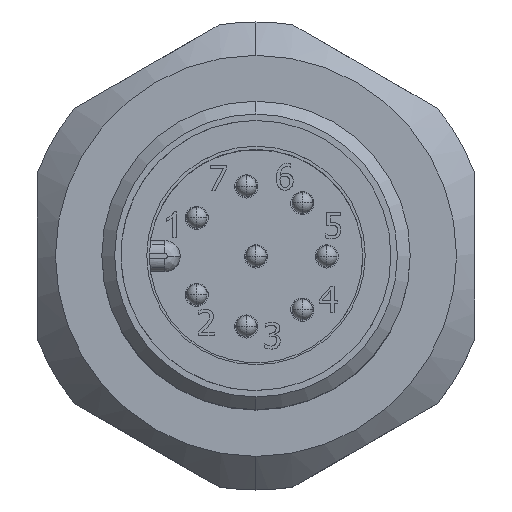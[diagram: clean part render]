
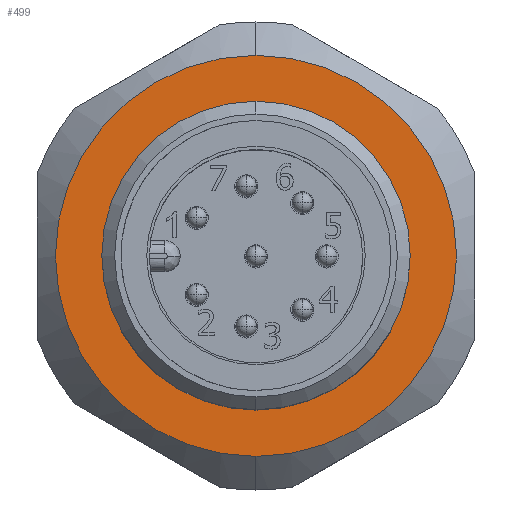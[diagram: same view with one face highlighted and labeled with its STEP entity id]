
A CAD part, top view. The second image highlights one B-rep face of the part: STEP entity #499.
In plain terms, the highlighted planar face has unit normal (0, 0, 1).
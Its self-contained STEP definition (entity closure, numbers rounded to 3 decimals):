
#34=AXIS2_PLACEMENT_3D('Plane Axis2P3D',#31,#32,#33) ;
#119=AXIS2_PLACEMENT_3D('Circle Axis2P3D',#117,#118,$) ;
#141=AXIS2_PLACEMENT_3D('Circle Axis2P3D',#139,#140,$) ;
#463=AXIS2_PLACEMENT_3D('Circle Axis2P3D',#461,#462,$) ;
#472=AXIS2_PLACEMENT_3D('Circle Axis2P3D',#470,#471,$) ;
#479=AXIS2_PLACEMENT_3D('Circle Axis2P3D',#477,#478,$) ;
#486=AXIS2_PLACEMENT_3D('Circle Axis2P3D',#484,#485,$) ;
#31=CARTESIAN_POINT('Axis2P3D Location',(8.5,1.55,13.3)) ;
#100=CARTESIAN_POINT('Vertex',(8.5,3.1,13.3)) ;
#114=CARTESIAN_POINT('Vertex',(8.5,15.1,13.3)) ;
#117=CARTESIAN_POINT('Axis2P3D Location',(8.5,9.1,13.3)) ;
#139=CARTESIAN_POINT('Axis2P3D Location',(8.5,9.1,13.3)) ;
#461=CARTESIAN_POINT('Axis2P3D Location',(8.5,9.1,13.3)) ;
#465=CARTESIAN_POINT('Vertex',(0.7,9.1,13.3)) ;
#467=CARTESIAN_POINT('Vertex',(8.5,1.3,13.3)) ;
#470=CARTESIAN_POINT('Axis2P3D Location',(8.5,9.1,13.3)) ;
#474=CARTESIAN_POINT('Vertex',(16.3,9.1,13.3)) ;
#477=CARTESIAN_POINT('Axis2P3D Location',(8.5,9.1,13.3)) ;
#481=CARTESIAN_POINT('Vertex',(8.5,16.9,13.3)) ;
#484=CARTESIAN_POINT('Axis2P3D Location',(8.5,9.1,13.3)) ;
#32=DIRECTION('Axis2P3D Direction',(0.,0.,1.)) ;
#33=DIRECTION('Axis2P3D XDirection',(-1.,0.,0.)) ;
#118=DIRECTION('Axis2P3D Direction',(0.,0.,1.)) ;
#140=DIRECTION('Axis2P3D Direction',(0.,0.,1.)) ;
#462=DIRECTION('Axis2P3D Direction',(0.,0.,1.)) ;
#471=DIRECTION('Axis2P3D Direction',(0.,0.,1.)) ;
#478=DIRECTION('Axis2P3D Direction',(0.,0.,1.)) ;
#485=DIRECTION('Axis2P3D Direction',(0.,0.,1.)) ;
#490=ORIENTED_EDGE('',*,*,#469,.T.) ;
#491=ORIENTED_EDGE('',*,*,#476,.T.) ;
#492=ORIENTED_EDGE('',*,*,#483,.T.) ;
#493=ORIENTED_EDGE('',*,*,#488,.T.) ;
#496=ORIENTED_EDGE('',*,*,#143,.F.) ;
#497=ORIENTED_EDGE('',*,*,#121,.F.) ;
#498=FACE_BOUND('',#495,.T.) ;
#499=ADVANCED_FACE('V1',(#494,#498),#35,.T.) ;
#120=CIRCLE('generated circle',#119,6.) ;
#142=CIRCLE('generated circle',#141,6.) ;
#464=CIRCLE('generated circle',#463,7.8) ;
#473=CIRCLE('generated circle',#472,7.8) ;
#480=CIRCLE('generated circle',#479,7.8) ;
#487=CIRCLE('generated circle',#486,7.8) ;
#121=EDGE_CURVE('',#115,#101,#120,.T.) ;
#143=EDGE_CURVE('',#101,#115,#142,.T.) ;
#469=EDGE_CURVE('',#466,#468,#464,.T.) ;
#476=EDGE_CURVE('',#468,#475,#473,.T.) ;
#483=EDGE_CURVE('',#475,#482,#480,.T.) ;
#488=EDGE_CURVE('',#482,#466,#487,.T.) ;
#489=EDGE_LOOP('',(#490,#491,#492,#493)) ;
#495=EDGE_LOOP('',(#496,#497)) ;
#494=FACE_OUTER_BOUND('',#489,.T.) ;
#35=PLANE('',#34) ;
#101=VERTEX_POINT('',#100) ;
#115=VERTEX_POINT('',#114) ;
#466=VERTEX_POINT('',#465) ;
#468=VERTEX_POINT('',#467) ;
#475=VERTEX_POINT('',#474) ;
#482=VERTEX_POINT('',#481) ;
